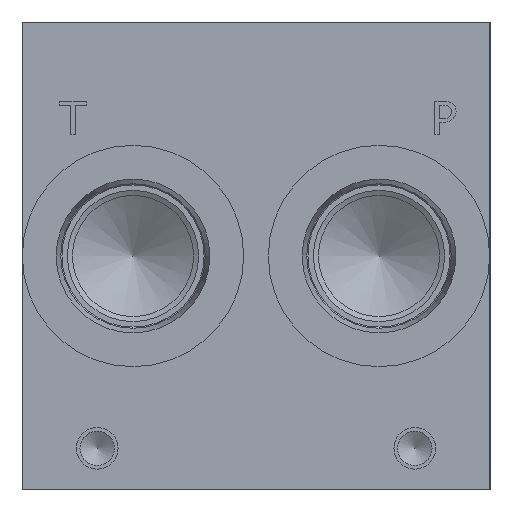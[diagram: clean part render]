
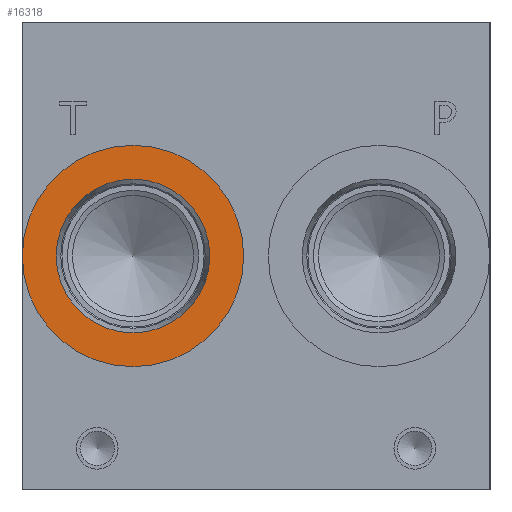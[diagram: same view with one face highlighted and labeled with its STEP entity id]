
A CAD part, left-side view. The second image highlights one B-rep face of the part: STEP entity #16318.
In plain terms, the highlighted planar face has unit normal (-1, 0, 0).
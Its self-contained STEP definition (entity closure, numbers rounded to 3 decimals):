
#575=CIRCLE('',#17136,21.019);
#576=CIRCLE('',#17137,21.019);
#577=CIRCLE('',#17139,14.592);
#578=CIRCLE('',#17140,14.592);
#1396=FACE_BOUND('',#3062,.T.);
#2115=FACE_OUTER_BOUND('',#3061,.T.);
#3061=EDGE_LOOP('',(#13602,#13603));
#3062=EDGE_LOOP('',(#13604,#13605));
#7390=VERTEX_POINT('',#27616);
#7391=VERTEX_POINT('',#27618);
#7392=VERTEX_POINT('',#27622);
#7393=VERTEX_POINT('',#27623);
#9562=EDGE_CURVE('',#7390,#7391,#575,.T.);
#9563=EDGE_CURVE('',#7391,#7390,#576,.T.);
#9564=EDGE_CURVE('',#7392,#7393,#577,.T.);
#9565=EDGE_CURVE('',#7393,#7392,#578,.T.);
#13602=ORIENTED_EDGE('',*,*,#9563,.F.);
#13603=ORIENTED_EDGE('',*,*,#9562,.F.);
#13604=ORIENTED_EDGE('',*,*,#9564,.T.);
#13605=ORIENTED_EDGE('',*,*,#9565,.T.);
#15063=PLANE('',#17138);
#16318=ADVANCED_FACE('',(#2115,#1396),#15063,.F.);
#17136=AXIS2_PLACEMENT_3D('',#27619,#20127,#20128);
#17137=AXIS2_PLACEMENT_3D('',#27620,#20129,#20130);
#17138=AXIS2_PLACEMENT_3D('',#27621,#20131,#20132);
#17139=AXIS2_PLACEMENT_3D('',#27624,#20133,#20134);
#17140=AXIS2_PLACEMENT_3D('',#27625,#20135,#20136);
#20127=DIRECTION('center_axis',(1.,0.,0.));
#20128=DIRECTION('ref_axis',(0.,0.,-1.));
#20129=DIRECTION('center_axis',(1.,0.,0.));
#20130=DIRECTION('ref_axis',(0.,0.,-1.));
#20131=DIRECTION('center_axis',(1.,0.,0.));
#20132=DIRECTION('ref_axis',(0.,0.,-1.));
#20133=DIRECTION('center_axis',(1.,0.,0.));
#20134=DIRECTION('ref_axis',(0.,0.,-1.));
#20135=DIRECTION('center_axis',(1.,0.,0.));
#20136=DIRECTION('ref_axis',(0.,0.,-1.));
#27616=CARTESIAN_POINT('',(0.787,67.818,23.432));
#27618=CARTESIAN_POINT('',(0.787,67.818,65.469));
#27619=CARTESIAN_POINT('Origin',(0.787,67.818,44.45));
#27620=CARTESIAN_POINT('Origin',(0.787,67.818,44.45));
#27621=CARTESIAN_POINT('Origin',(0.787,67.818,59.042));
#27622=CARTESIAN_POINT('',(0.787,67.818,59.042));
#27623=CARTESIAN_POINT('',(0.787,67.818,29.858));
#27624=CARTESIAN_POINT('Origin',(0.787,67.818,44.45));
#27625=CARTESIAN_POINT('Origin',(0.787,67.818,44.45));
